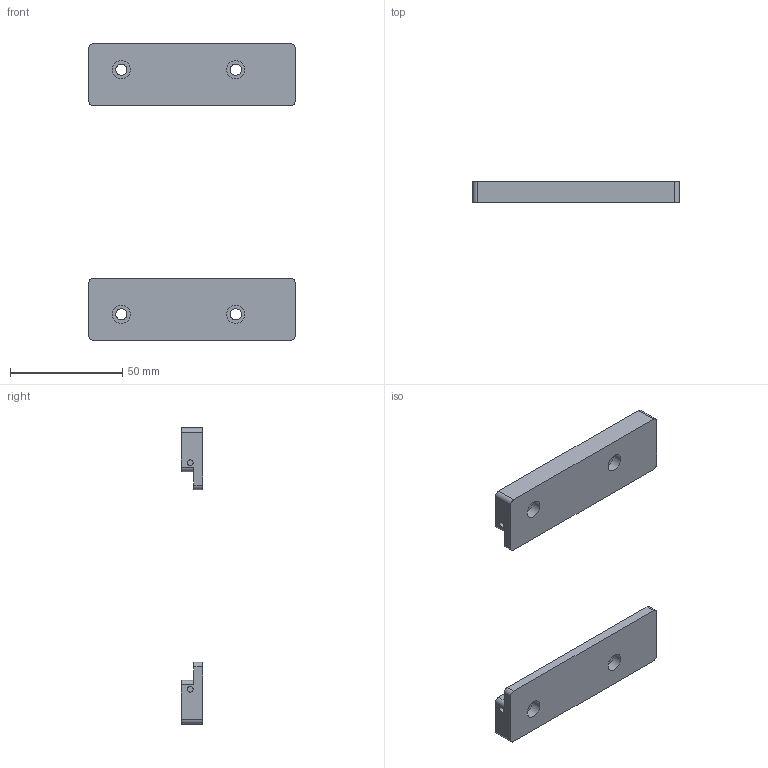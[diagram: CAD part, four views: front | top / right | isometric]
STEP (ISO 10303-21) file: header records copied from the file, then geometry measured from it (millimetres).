
FILE_DESCRIPTION(/* description */ (''),/* implementation_level */ '2;1');
FILE_NAME(/* name */ 'objective lock v2.step',/* time_stamp */ '2022-11-29T22:38:12+01:00',/* author */ (''),/* organization */ (''),/* preprocessor_version */ 'ST-DEVELOPER v19.2',/* originating_system */ 'Autodesk Translation Framework v11.17.0.187',/* authorisation */ '');
FILE_SCHEMA (('AUTOMOTIVE_DESIGN { 1 0 10303 214 3 1 1 }'));
Length unit declared in the file: millimetre
Products named in the file (1): objective lock
Bounding box: 92 x 9.5 x 132 mm (x, y, z)
Volume: 38490.7 mm3; surface area: 15206.2 mm2
Topology: 2 solids, 2 shells, 48 faces, 108 edges, 72 vertices
Faces by surface type: cylinder 24, plane 24
Full cylindrical faces by diameter (mm): 2.529 x4, 5 x4, 8 x4
Entity records: 1408 total; most frequent: DIRECTION 254, CARTESIAN_POINT 229, ORIENTED_EDGE 216, EDGE_CURVE 108, AXIS2_PLACEMENT_3D 97, VERTEX_POINT 72, EDGE_LOOP 64, LINE 60
